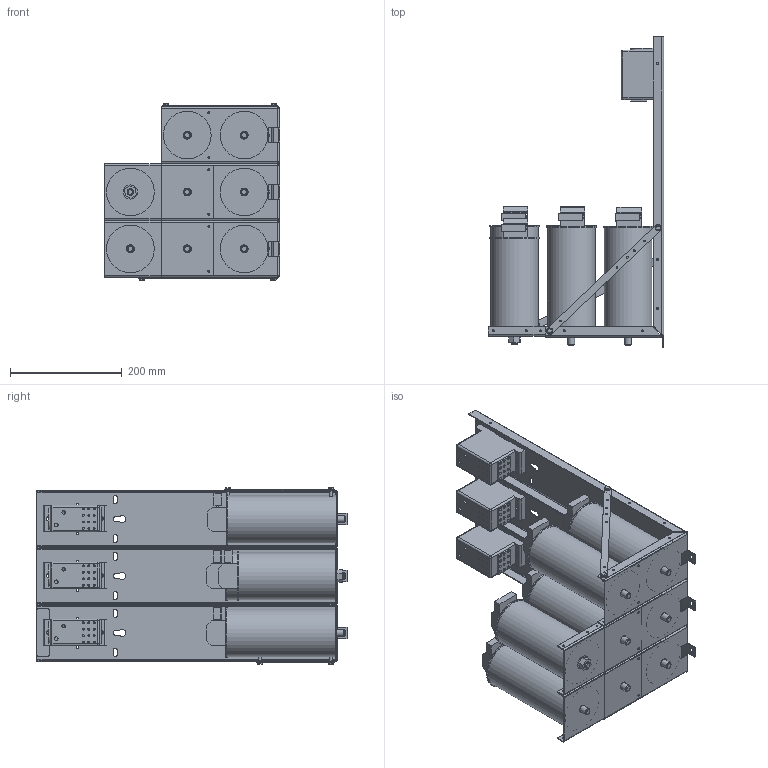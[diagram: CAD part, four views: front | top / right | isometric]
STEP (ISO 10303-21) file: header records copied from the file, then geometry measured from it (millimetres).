
FILE_DESCRIPTION(/* description */ (''),/* implementation_level */ '2;1');
FILE_NAME(/* name */ 'KPCUL076A64.stp',/* time_stamp */ '2020-03-10T15:43:44-05:00',/* author */ ('jnelson'),/* organization */ (''),/* preprocessor_version */ 'ST-DEVELOPER v17',/* originating_system */ 'Autodesk Inventor 2019',/* authorisation */ '');
FILE_SCHEMA (('AUTOMOTIVE_DESIGN { 1 0 10303 214 3 1 1 }'));
Length unit declared in the file: inch
Products named in the file (17): KPCUL076A64; MASTER 600V  ASSEMBLY 8 CAPS x 3 (2946); 23837; 27945; 27946; 27943; 27791-A; 25441; 27607; 10KVAR; ASC TERM BLOCK; bleeder resistor; 28503; 6KVAR; ASC TERM BLOCK_1; bleeder resistor_1; asc nut 6KV
Assembly tree (31 placements, depth 3):
  KPCUL076A64
    MASTER 600V  ASSEMBLY 8 CAPS x 3 (2946)
      27943  x3
      27791-A  x2
      25441  x4
      27945  x2
      23837
      27946  x3
    27607  x7
      10KVAR
      ASC TERM BLOCK
      bleeder resistor
    28503
      6KVAR
      ASC TERM BLOCK_1
      bleeder resistor_1
      asc nut 6KV
Bounding box: 313.31 x 553.72 x 315.34 mm (x, y, z)
Volume: 10717859.6 mm3; surface area: 1545868.3 mm2
Topology: 55 solids, 55 shells, 2386 faces, 6341 edges, 4193 vertices
Faces by surface type: plane 1523, cylinder 503, bspline 336, sphere 12, cone 8, torus 4
Full cylindrical faces by diameter (mm): 2.54 x24, 3.175 x60, 3.251 x40, 3.556 x34, 4.597 x4, 4.699 x48, 4.801 x12, 5.08 x36, 6.35 x10, 11.989 x9, 14.224 x10, 19.05 x6, 25.375 x1, 85.09 x16, 89.154 x8
Entity records: 19264 total; most frequent: CARTESIAN_POINT 4518, ORIENTED_EDGE 2918, DIRECTION 2764, EDGE_CURVE 1459, VERTEX_POINT 964, LINE 940, VECTOR 940, AXIS2_PLACEMENT_3D 912
